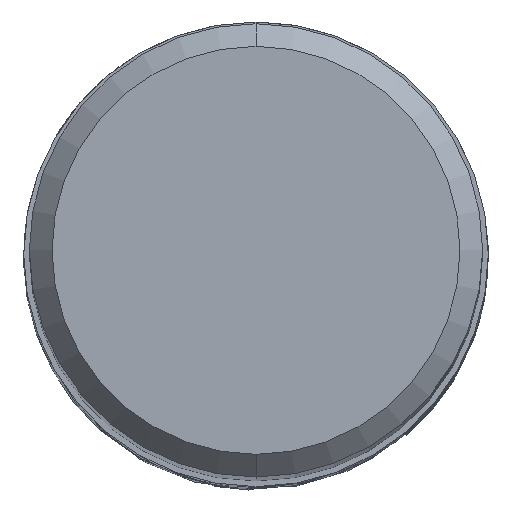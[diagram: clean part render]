
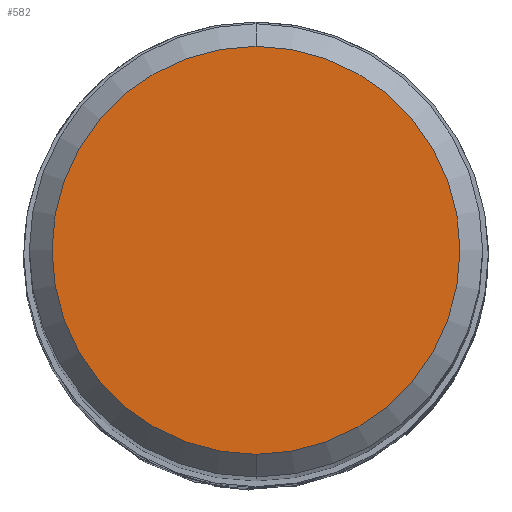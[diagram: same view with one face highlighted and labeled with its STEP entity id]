
A CAD part, top view. The second image highlights one B-rep face of the part: STEP entity #582.
In plain terms, the highlighted planar face has unit normal (0, 0, 1).
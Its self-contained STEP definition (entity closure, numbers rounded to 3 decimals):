
#558=EDGE_CURVE('',#564,#610,#1140,.T.);
#564=VERTEX_POINT('',#1146);
#582=ADVANCED_FACE('',(#1166),#1167,.T.);
#610=VERTEX_POINT('',#1197);
#788=EDGE_CURVE('',#610,#564,#1392,.T.);
#1140=CIRCLE('',#3617,3.6);
#1146=CARTESIAN_POINT('',(0.,-3.6,0.0));
#1166=FACE_OUTER_BOUND('',#3727,.T.);
#1167=PLANE('',#3728);
#1197=CARTESIAN_POINT('',(0.0,3.6,0.0));
#1392=CIRCLE('',#4922,3.6);
#3617=AXIS2_PLACEMENT_3D('',#5384,#5385,#5386);
#3727=EDGE_LOOP('',(#5410,#5411));
#3728=AXIS2_PLACEMENT_3D('',#5412,#5413,#5414);
#4922=AXIS2_PLACEMENT_3D('',#5644,#5645,#5646);
#5384=CARTESIAN_POINT('',(0.0,0.0,0.0));
#5385=DIRECTION('',(0.0,0.0,-1.0));
#5386=DIRECTION('',(0.0,1.0,0.0));
#5410=ORIENTED_EDGE('',*,*,#788,.F.);
#5411=ORIENTED_EDGE('',*,*,#558,.F.);
#5412=CARTESIAN_POINT('',(0.0,1.8,0.0));
#5413=DIRECTION('',(-0.0,0.0,1.0));
#5414=DIRECTION('',(0.0,-1.0,0.0));
#5644=CARTESIAN_POINT('',(0.0,0.0,0.0));
#5645=DIRECTION('',(0.0,0.0,-1.0));
#5646=DIRECTION('',(0.0,1.0,0.0));
